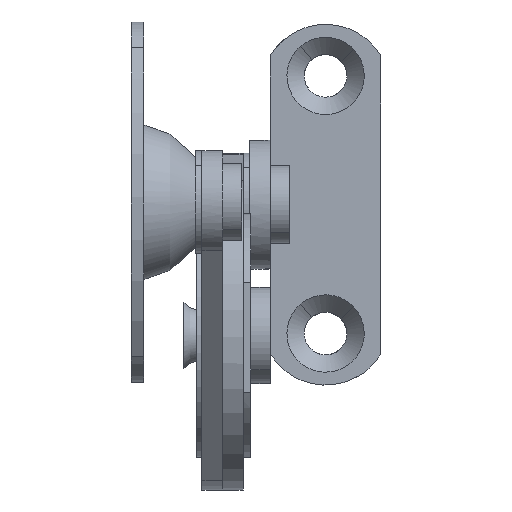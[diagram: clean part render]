
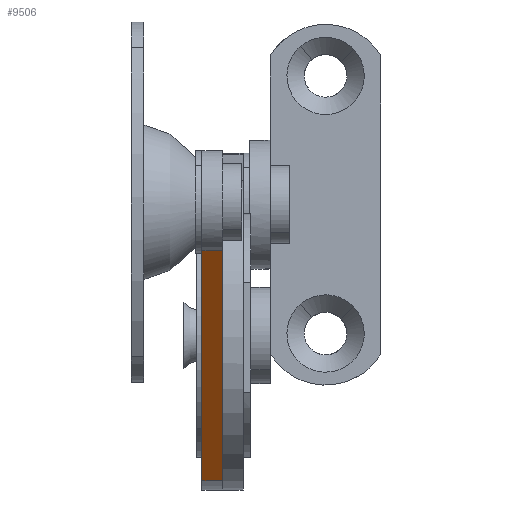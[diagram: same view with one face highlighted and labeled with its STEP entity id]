
A CAD part, top view. The second image highlights one B-rep face of the part: STEP entity #9506.
In plain terms, the highlighted free-form (B-spline) face has degree [1, 1] with [2, 2] control points.
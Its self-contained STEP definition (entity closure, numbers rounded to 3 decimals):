
#9161=CARTESIAN_POINT('',(7.1,-3.763,53.357));
#9162=VERTEX_POINT('',#9161);
#9176=CARTESIAN_POINT('',(7.1,-21.535,4.071));
#9177=VERTEX_POINT('',#9176);
#9178=CARTESIAN_POINT('',(7.1,-3.763,53.357));
#9179=CARTESIAN_POINT('',(7.1,-21.535,4.071));
#9180=QUASI_UNIFORM_CURVE('',1,(#9178,#9179),.UNSPECIFIED.,.F.,.U.);
#9181=EDGE_CURVE('',#9162,#9177,#9180,.T.);
#9332=CARTESIAN_POINT('',(5.5,-21.535,4.071));
#9333=VERTEX_POINT('',#9332);
#9342=CARTESIAN_POINT('',(5.5,-3.763,53.357));
#9343=VERTEX_POINT('',#9342);
#9344=CARTESIAN_POINT('',(5.5,-3.763,53.357));
#9345=CARTESIAN_POINT('',(5.5,-21.535,4.071));
#9346=QUASI_UNIFORM_CURVE('',1,(#9344,#9345),.UNSPECIFIED.,.F.,.U.);
#9347=EDGE_CURVE('',#9343,#9333,#9346,.T.);
#9481=CARTESIAN_POINT('',(5.5,-21.535,4.071));
#9482=CARTESIAN_POINT('',(7.1,-21.535,4.071));
#9483=QUASI_UNIFORM_CURVE('',1,(#9481,#9482),.UNSPECIFIED.,.F.,.U.);
#9484=EDGE_CURVE('',#9333,#9177,#9483,.T.);
#9491=CARTESIAN_POINT('',(7.18,-2.875,55.819));
#9492=CARTESIAN_POINT('',(7.18,-22.423,1.609));
#9493=CARTESIAN_POINT('',(5.42,-2.875,55.819));
#9494=CARTESIAN_POINT('',(5.42,-22.423,1.609));
#9495=B_SPLINE_SURFACE_WITH_KNOTS('',1,1,((#9491,#9493),(#9492,#9494)),.UNSPECIFIED.,.F.,.F.,.U.,(2,2),(2,2),(0.0,57.627),(0.042,0.958),.UNSPECIFIED.);
#9496=ORIENTED_EDGE('',*,*,#9181,.F.);
#9497=CARTESIAN_POINT('',(5.5,-3.763,53.357));
#9498=CARTESIAN_POINT('',(7.1,-3.763,53.357));
#9499=QUASI_UNIFORM_CURVE('',1,(#9497,#9498),.UNSPECIFIED.,.F.,.U.);
#9500=EDGE_CURVE('',#9343,#9162,#9499,.T.);
#9501=ORIENTED_EDGE('',*,*,#9500,.F.);
#9502=ORIENTED_EDGE('',*,*,#9347,.T.);
#9503=ORIENTED_EDGE('',*,*,#9484,.T.);
#9504=EDGE_LOOP('',(#9496,#9501,#9502,#9503));
#9505=FACE_OUTER_BOUND('',#9504,.T.);
#9506=ADVANCED_FACE('',(#9505),#9495,.F.);
